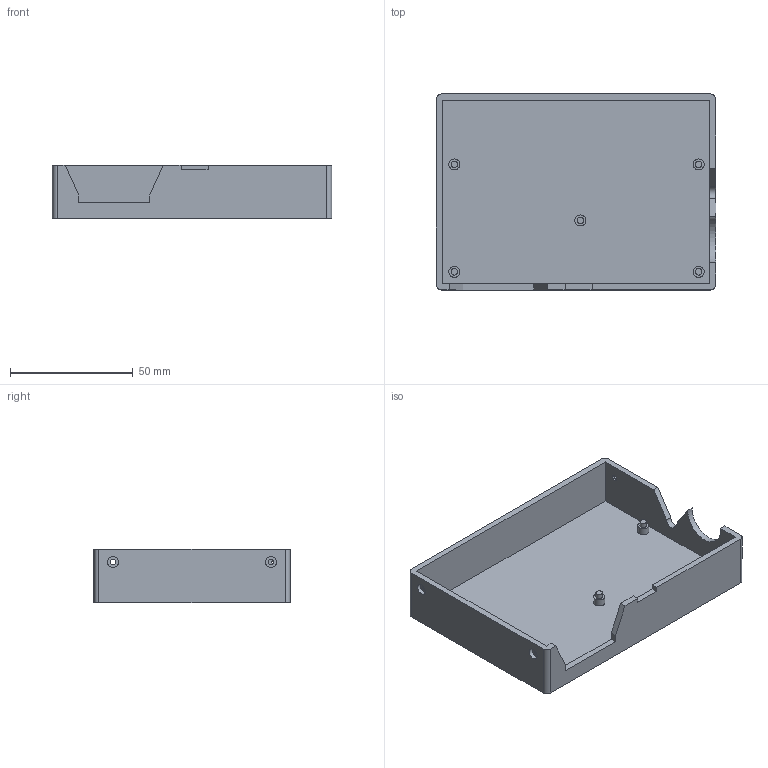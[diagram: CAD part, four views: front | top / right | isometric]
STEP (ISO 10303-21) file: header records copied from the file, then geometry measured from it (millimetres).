
FILE_DESCRIPTION(/* description */ (''),/* implementation_level */ '2;1');
FILE_NAME(/* name */ '20240709_Step_Export_Unterteil.step',/* time_stamp */ '2024-07-09T07:02:52+02:00',/* author */ (''),/* organization */ (''),/* preprocessor_version */ 'ST-DEVELOPER v20',/* originating_system */ 'Autodesk Translation Framework v13.14.0.145',/* authorisation */ '');
FILE_SCHEMA (('AUTOMOTIVE_DESIGN { 1 0 10303 214 3 1 1 }'));
Length unit declared in the file: millimetre
Products named in the file (1): 20240709_Step_Export_Unterteil
Bounding box: 113.96 x 80 x 21.97 mm (x, y, z)
Volume: 39193.5 mm3; surface area: 32677.6 mm2
Topology: 1 solids, 1 shells, 61 faces, 135 edges, 90 vertices
Faces by surface type: plane 37, cylinder 24
Full cylindrical faces by diameter (mm): 2.3 x4, 2.7 x5, 4.5 x9
Entity records: 1753 total; most frequent: DIRECTION 307, CARTESIAN_POINT 287, ORIENTED_EDGE 270, EDGE_CURVE 135, AXIS2_PLACEMENT_3D 110, VERTEX_POINT 90, LINE 87, VECTOR 87
